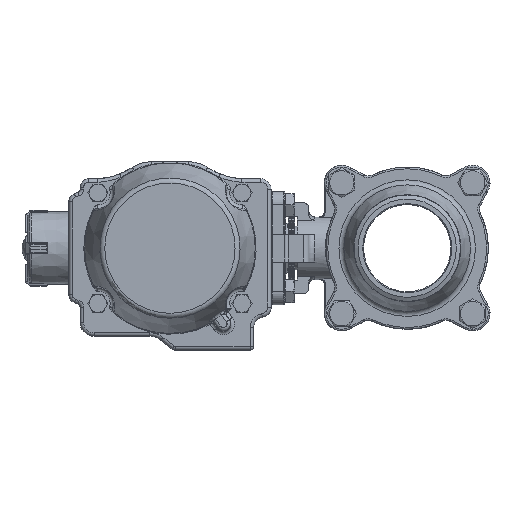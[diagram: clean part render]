
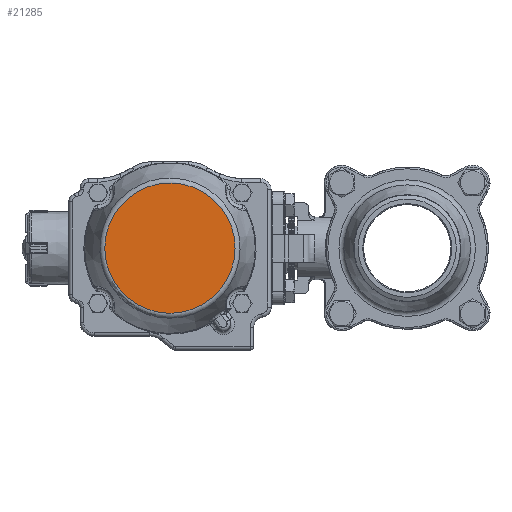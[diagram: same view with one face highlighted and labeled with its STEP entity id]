
A CAD part, left-side view. The second image highlights one B-rep face of the part: STEP entity #21285.
In plain terms, the highlighted face is planar.
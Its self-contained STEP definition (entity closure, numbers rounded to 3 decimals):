
#599=PLANE('',#23308);
#6438=ORIENTED_EDGE('',*,*,#11848,.F.);
#11848=EDGE_CURVE('',#14805,#14805,#16671,.T.);
#14805=VERTEX_POINT('',#34859);
#16671=CIRCLE('',#23186,37.334);
#17848=EDGE_LOOP('',(#6438));
#19549=FACE_BOUND('',#17848,.T.);
#21285=ADVANCED_FACE('',(#19549),#599,.T.);
#23186=AXIS2_PLACEMENT_3D('',#34858,#26409,#26410);
#23308=AXIS2_PLACEMENT_3D('',#35850,#26736,#26737);
#26409=DIRECTION('',(0.,0.,-1.));
#26410=DIRECTION('',(-1.,0.,0.));
#26736=DIRECTION('',(0.,0.,1.));
#26737=DIRECTION('',(1.,0.,0.));
#34858=CARTESIAN_POINT('',(0.,0.,123.));
#34859=CARTESIAN_POINT('',(-37.334,0.,123.));
#35850=CARTESIAN_POINT('',(26.566,53.,123.));
